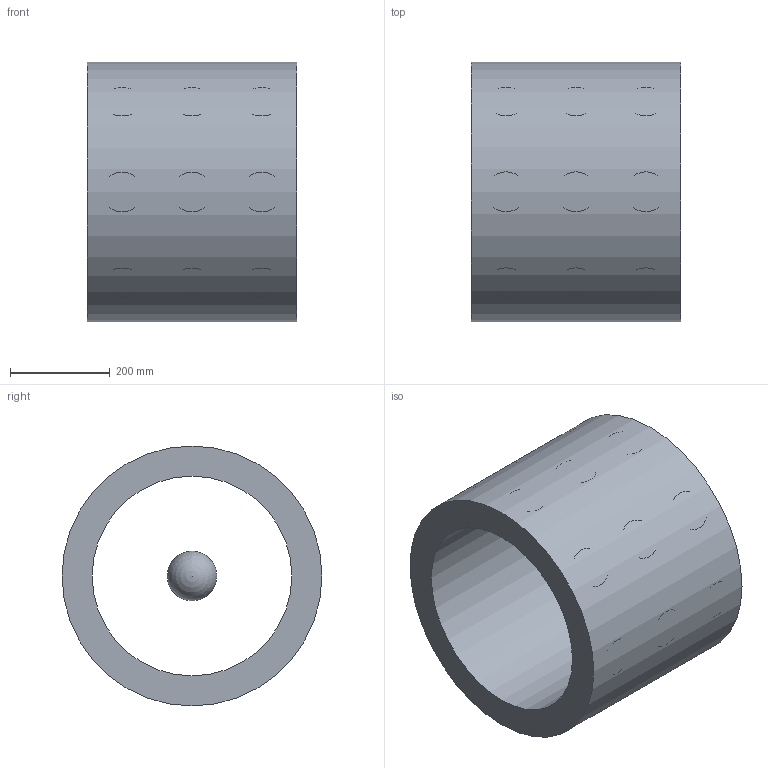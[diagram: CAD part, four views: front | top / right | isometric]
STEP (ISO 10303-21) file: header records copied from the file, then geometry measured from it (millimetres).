
FILE_DESCRIPTION(('Open CASCADE Model'),'2;1');
FILE_NAME('Open CASCADE Shape Model','2020-11-01T12:38:15',('Author'),( 'Open CASCADE'),'Open CASCADE STEP processor 6.9','Open CASCADE 6.9' ,'Unknown');
FILE_SCHEMA(('AUTOMOTIVE_DESIGN { 1 0 10303 214 1 1 1 1 }'));
Length unit declared in the file: millimetre
Products named in the file (6): Open CASCADE STEP translator 6.9 1; Open CASCADE STEP translator 6.9 1.1; Open CASCADE STEP translator 6.9 1.2; Open CASCADE STEP translator 6.9 1.3; Open CASCADE STEP translator 6.9 1.11; Open CASCADE STEP translator 6.9 1.19
Assembly tree (26 placements, depth 2):
  Open CASCADE STEP translator 6.9 1
    Open CASCADE STEP translator 6.9 1.1
    Open CASCADE STEP translator 6.9 1.2
    Open CASCADE STEP translator 6.9 1.3  x8
    Open CASCADE STEP translator 6.9 1.11  x8
    Open CASCADE STEP translator 6.9 1.19  x8
Bounding box: 420 x 520.8 x 520.8 mm (x, y, z)
Volume: 43343969.1 mm3; surface area: 1968799.4 mm2
Topology: 26 solids, 26 shells, 77 faces, 81 edges, 54 vertices
Faces by surface type: plane 50, cylinder 26, sphere 1
Full cylindrical faces by diameter (mm): 80 x24, 400 x1, 520.8 x1
Entity records: 732 total; most frequent: DIRECTION 137, CARTESIAN_POINT 97, AXIS2_PLACEMENT_3D 51, PRODUCT_DEFINITION_SHAPE 32, ORIENTED_EDGE 30, PCURVE 30, DEFINITIONAL_REPRESENTATION 30, CONTEXT_DEPENDENT_SHAPE_REPRESENTATION 26
